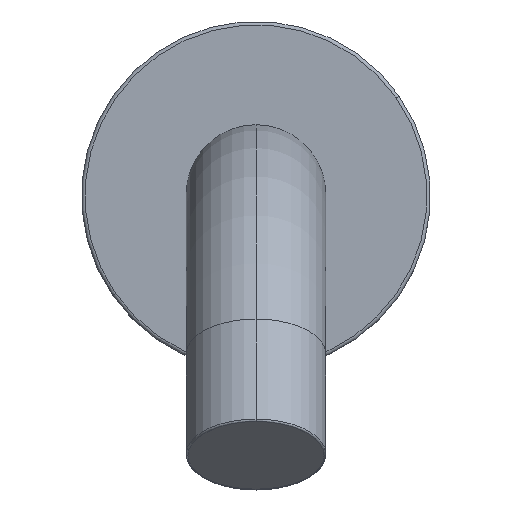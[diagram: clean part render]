
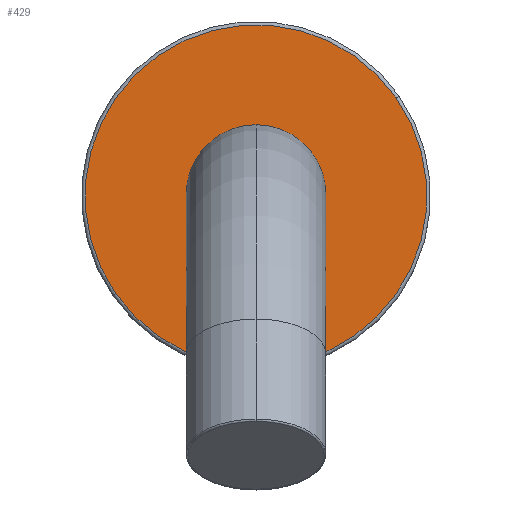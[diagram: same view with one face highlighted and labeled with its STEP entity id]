
A CAD part, top view. The second image highlights one B-rep face of the part: STEP entity #429.
In plain terms, the highlighted planar face has unit normal (0, 0, 1).
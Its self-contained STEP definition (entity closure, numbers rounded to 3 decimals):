
#15 = CIRCLE ( 'NONE', #197, 29.4 ) ;
#25 = PLANE ( 'NONE',  #341 ) ;
#58 = EDGE_LOOP ( 'NONE', ( #476, #312 ) ) ;
#59 = VERTEX_POINT ( 'NONE', #343 ) ;
#105 = CARTESIAN_POINT ( 'NONE',  ( 0., 0., 9. ) ) ;
#130 = CIRCLE ( 'NONE', #355, 29.4 ) ;
#158 = DIRECTION ( 'NONE',  ( 1., 0., 0. ) ) ;
#190 = FACE_OUTER_BOUND ( 'NONE', #58, .T. ) ;
#194 = CARTESIAN_POINT ( 'NONE',  ( 0., 0., 9. ) ) ;
#197 = AXIS2_PLACEMENT_3D ( 'NONE', #234, #259, #158 ) ;
#218 = CARTESIAN_POINT ( 'NONE',  ( -29.4, 0., 9. ) ) ;
#234 = CARTESIAN_POINT ( 'NONE',  ( 0., 0., 9. ) ) ;
#242 = DIRECTION ( 'NONE',  ( 1., 0., 0. ) ) ;
#246 = EDGE_CURVE ( 'NONE', #253, #59, #130, .T. ) ;
#253 = VERTEX_POINT ( 'NONE', #218 ) ;
#259 = DIRECTION ( 'NONE',  ( 0., 0., 1. ) ) ;
#312 = ORIENTED_EDGE ( 'NONE', *, *, #246, .T. ) ;
#316 = DIRECTION ( 'NONE',  ( 1., 0., 0. ) ) ;
#341 = AXIS2_PLACEMENT_3D ( 'NONE', #105, #585, #316 ) ;
#343 = CARTESIAN_POINT ( 'NONE',  ( 29.4, 0., 9. ) ) ;
#355 = AXIS2_PLACEMENT_3D ( 'NONE', #194, #576, #242 ) ;
#429 = ADVANCED_FACE ( 'NONE', ( #190 ), #25, .T. ) ;
#456 = EDGE_CURVE ( 'NONE', #59, #253, #15, .T. ) ;
#476 = ORIENTED_EDGE ( 'NONE', *, *, #456, .T. ) ;
#576 = DIRECTION ( 'NONE',  ( 0., 0., 1. ) ) ;
#585 = DIRECTION ( 'NONE',  ( 0., 0., 1. ) ) ;
